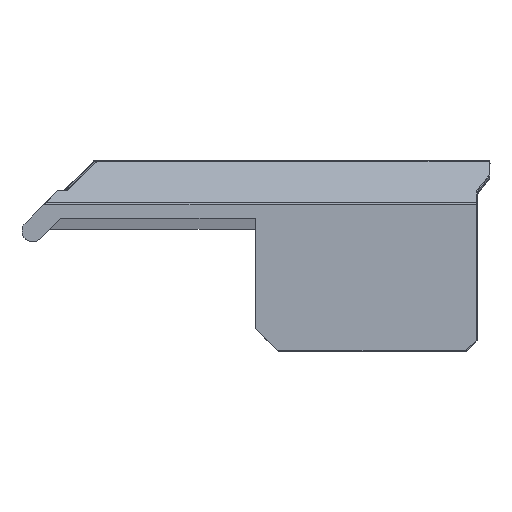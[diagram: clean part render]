
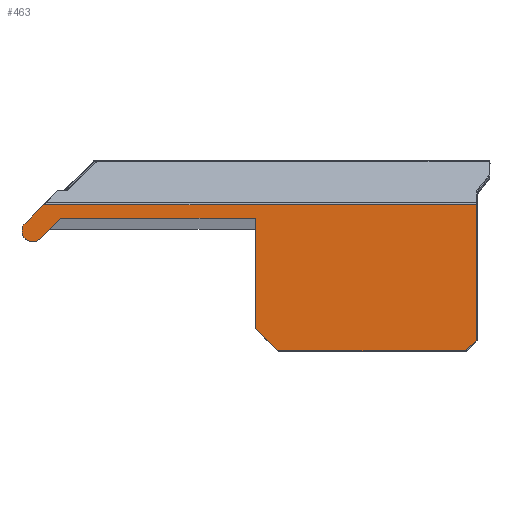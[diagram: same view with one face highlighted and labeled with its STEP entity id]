
A CAD part, top view. The second image highlights one B-rep face of the part: STEP entity #463.
In plain terms, the highlighted planar face has unit normal (0, 0, 1).
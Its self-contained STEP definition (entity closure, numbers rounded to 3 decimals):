
#241=CIRCLE('',#3633,2.5);
#284=CIRCLE('',#3735,0.3);
#286=CIRCLE('',#3741,0.3);
#463=ADVANCED_FACE('',(#755),#613,.T.);
#613=PLANE('',#3771);
#755=FACE_OUTER_BOUND('',#960,.T.);
#960=EDGE_LOOP('',(#1636,#1637,#1638,#1639,#1640,#1641,#1642,#1643,#1644,
#1645,#1646,#1647));
#1636=ORIENTED_EDGE('',*,*,#2703,.T.);
#1637=ORIENTED_EDGE('',*,*,#2773,.T.);
#1638=ORIENTED_EDGE('',*,*,#2774,.T.);
#1639=ORIENTED_EDGE('',*,*,#2775,.F.);
#1640=ORIENTED_EDGE('',*,*,#2460,.T.);
#1641=ORIENTED_EDGE('',*,*,#2498,.T.);
#1642=ORIENTED_EDGE('',*,*,#2529,.T.);
#1643=ORIENTED_EDGE('',*,*,#2730,.T.);
#1644=ORIENTED_EDGE('',*,*,#2728,.T.);
#1645=ORIENTED_EDGE('',*,*,#2721,.T.);
#1646=ORIENTED_EDGE('',*,*,#2716,.F.);
#1647=ORIENTED_EDGE('',*,*,#2711,.T.);
#2134=VERTEX_POINT('',#4918);
#2135=VERTEX_POINT('',#4919);
#2170=VERTEX_POINT('',#5014);
#2187=VERTEX_POINT('',#5073);
#2298=VERTEX_POINT('',#6159);
#2299=VERTEX_POINT('',#6161);
#2303=VERTEX_POINT('',#6176);
#2307=VERTEX_POINT('',#6192);
#2309=VERTEX_POINT('',#6200);
#2313=VERTEX_POINT('',#6211);
#2337=VERTEX_POINT('',#6309);
#2338=VERTEX_POINT('',#6311);
#2460=EDGE_CURVE('',#2134,#2135,#2982,.T.);
#2498=EDGE_CURVE('',#2135,#2170,#241,.T.);
#2529=EDGE_CURVE('',#2170,#2187,#3026,.T.);
#2703=EDGE_CURVE('',#2299,#2298,#3124,.T.);
#2711=EDGE_CURVE('',#2303,#2299,#284,.T.);
#2716=EDGE_CURVE('',#2303,#2307,#3134,.T.);
#2721=EDGE_CURVE('',#2309,#2307,#286,.T.);
#2728=EDGE_CURVE('',#2313,#2309,#3144,.T.);
#2730=EDGE_CURVE('',#2187,#2313,#3146,.T.);
#2773=EDGE_CURVE('',#2298,#2337,#3180,.T.);
#2774=EDGE_CURVE('',#2337,#2338,#3181,.T.);
#2775=EDGE_CURVE('',#2134,#2338,#3182,.T.);
#2982=LINE('',#4917,#3306);
#3026=LINE('',#5074,#3350);
#3124=LINE('',#6160,#3448);
#3134=LINE('',#6191,#3458);
#3144=LINE('',#6215,#3468);
#3146=LINE('',#6218,#3470);
#3180=LINE('',#6308,#3504);
#3181=LINE('',#6310,#3505);
#3182=LINE('',#6312,#3506);
#3306=VECTOR('',#3957,1.);
#3350=VECTOR('',#4071,1.);
#3448=VECTOR('',#4327,1.);
#3458=VECTOR('',#4347,1.);
#3468=VECTOR('',#4369,1.);
#3470=VECTOR('',#4373,1.);
#3504=VECTOR('',#4459,1.);
#3505=VECTOR('',#4460,1.);
#3506=VECTOR('',#4461,1.);
#3633=AXIS2_PLACEMENT_3D('',#5015,#4008,#4009);
#3735=AXIS2_PLACEMENT_3D('',#6182,#4337,#4338);
#3741=AXIS2_PLACEMENT_3D('',#6201,#4357,#4358);
#3771=AXIS2_PLACEMENT_3D('',#6313,#4462,#4463);
#3957=DIRECTION('',(-0.707,-0.707,0.));
#4008=DIRECTION('',(0.,0.,1.));
#4009=DIRECTION('',(-0.707,0.707,0.));
#4071=DIRECTION('',(0.707,0.707,0.));
#4327=DIRECTION('',(1.,0.,0.));
#4337=DIRECTION('',(0.,0.,1.));
#4338=DIRECTION('',(-0.707,-0.707,0.));
#4347=DIRECTION('',(-0.707,0.707,0.));
#4357=DIRECTION('',(0.,0.,1.));
#4358=DIRECTION('',(-1.,0.,0.));
#4369=DIRECTION('',(0.,-1.,0.));
#4373=DIRECTION('',(1.,0.,0.));
#4459=DIRECTION('',(0.707,0.707,0.));
#4460=DIRECTION('',(0.,1.,0.));
#4461=DIRECTION('',(1.,0.,0.));
#4462=DIRECTION('',(0.,0.,1.));
#4463=DIRECTION('',(-1.,0.,0.));
#4917=CARTESIAN_POINT('',(2.633,6.169,20.95));
#4918=CARTESIAN_POINT('',(2.633,6.169,20.95));
#4919=CARTESIAN_POINT('',(-1.768,1.768,20.95));
#5014=CARTESIAN_POINT('',(1.768,-1.768,20.95));
#5015=CARTESIAN_POINT('',(0.,0.,20.95));
#5073=CARTESIAN_POINT('',(6.536,3.,20.95));
#5074=CARTESIAN_POINT('',(1.768,-1.768,20.95));
#6159=CARTESIAN_POINT('',(101.967,-28.3,20.95));
#6160=CARTESIAN_POINT('',(57.957,-28.3,20.95));
#6161=CARTESIAN_POINT('',(57.957,-28.3,20.95));
#6176=CARTESIAN_POINT('',(57.745,-28.212,20.95));
#6182=CARTESIAN_POINT('',(57.957,-28.,20.95));
#6191=CARTESIAN_POINT('',(57.745,-28.212,20.95));
#6192=CARTESIAN_POINT('',(52.538,-23.005,20.95));
#6200=CARTESIAN_POINT('',(52.45,-22.793,20.95));
#6201=CARTESIAN_POINT('',(52.75,-22.793,20.95));
#6211=CARTESIAN_POINT('',(52.45,3.,20.95));
#6215=CARTESIAN_POINT('',(52.45,2.2,20.95));
#6218=CARTESIAN_POINT('',(6.536,3.,20.95));
#6308=CARTESIAN_POINT('',(101.967,-28.3,20.95));
#6309=CARTESIAN_POINT('',(104.55,-25.717,20.95));
#6310=CARTESIAN_POINT('',(104.55,-25.717,20.95));
#6311=CARTESIAN_POINT('',(104.55,6.169,20.95));
#6312=CARTESIAN_POINT('',(2.633,6.169,20.95));
#6313=CARTESIAN_POINT('',(0.,0.,20.95));
